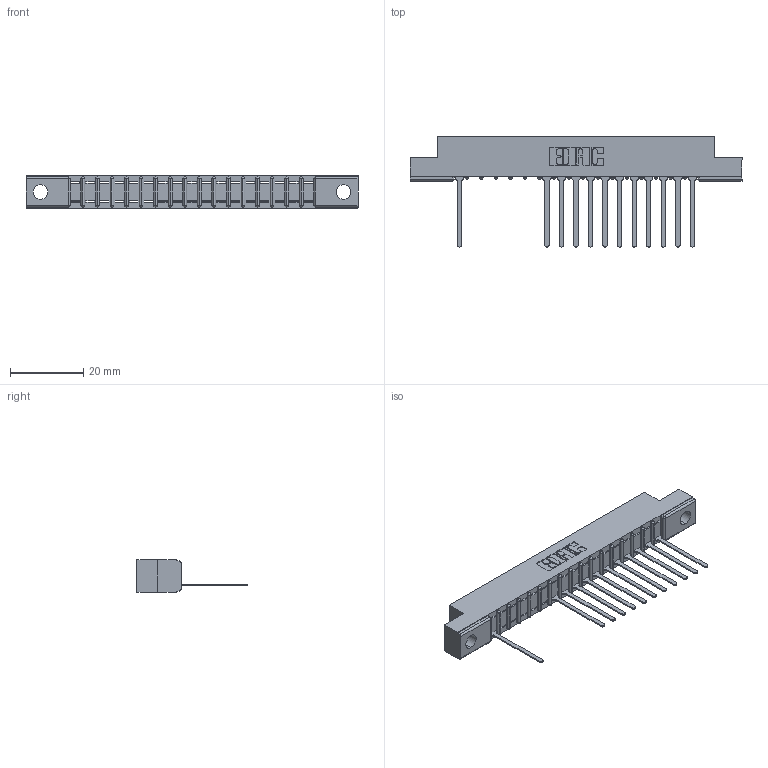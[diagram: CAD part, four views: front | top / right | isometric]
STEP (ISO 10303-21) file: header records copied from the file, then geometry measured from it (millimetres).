
FILE_DESCRIPTION (( 'STEP AP203' ), '1' );
FILE_NAME ('357-017-545-102.STEP', '2018-08-08T03:32:45', ( '' ), ( '' ), 'SwSTEP 2.0', 'SolidWorks 2016', '' );
FILE_SCHEMA (( 'CONFIG_CONTROL_DESIGN' ));
Length unit declared in the file: inch
Products named in the file (3): 307 Part_.128 Dia Mounting Holes; 307-290-001_545; 357-017-545-102
Assembly tree (13 placements, depth 2):
  357-017-545-102
    307 Part_.128 Dia Mounting Holes
    307-290-001_545  x12
Bounding box: 90.37 x 30 x 8.71 mm (x, y, z)
Volume: 5606.8 mm3; surface area: 8192.8 mm2
Topology: 13 solids, 13 shells, 908 faces, 2587 edges, 1658 vertices
Faces by surface type: plane 574, cylinder 298, sphere 36
Entity records: 17466 total; most frequent: CARTESIAN_POINT 2955, ORIENTED_EDGE 2946, DIRECTION 2883, EDGE_CURVE 1473, LINE 1119, VECTOR 1119, VERTEX_POINT 954, AXIS2_PLACEMENT_3D 882
